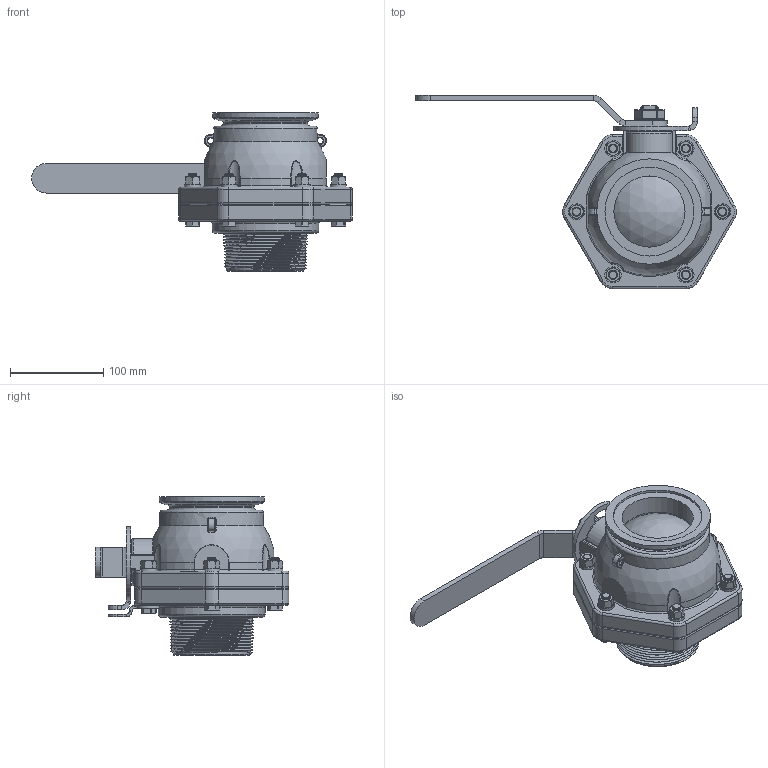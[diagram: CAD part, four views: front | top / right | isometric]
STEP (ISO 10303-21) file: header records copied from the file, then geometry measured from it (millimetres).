
FILE_DESCRIPTION(/* description */ ('3" FP Stubby Manifold Valve'),/* implementation_level */ '2;1');
FILE_NAME(/* name */ 'MVSMT300HSFP.stp',/* time_stamp */ '2016-12-02T15:08:15-05:00',/* author */ ('Aaron'),/* organization */ (''),/* preprocessor_version */ 'ST-DEVELOPER v16.5',/* originating_system */ 'Autodesk Inventor 2017',/* authorisation */ '');
FILE_SCHEMA (('AUTOMOTIVE_DESIGN { 1 0 10303 214 3 1 1 }'));
Products named in the file (20): MVSMT300HSFP; MVS35254; MVS35254X; VSMT35256; VSMT35256X; V20010SS; V20018; V20019; V25163; V25160; VS35258; V35265; V35255ASS; VS30151SS; VS30153SS; VS30101SS; VS30102SS; VS30021; VSS30020; V25060
Assembly tree (35 placements, depth 3):
  MVSMT300HSFP
    MVS35254
      MVS35254X
    VSMT35256
      VSMT35256X
    V20010SS  x6
    V20018  x6
    V20019  x6
    V25163
    V25160
    VS35258  x2
    V35265
    V35255ASS
    VS30151SS
    VS30153SS
    VS30101SS
    VS30102SS
    VS30021
    VSS30020
    V25060
Bounding box: 343.57 x 207.27 x 169.29 mm (x, y, z)
Volume: 1154370 mm3; surface area: 369049 mm2
Topology: 33 solids, 33 shells, 2332 faces, 5432 edges, 3182 vertices
Faces by surface type: cylinder 901, cone 644, plane 390, bspline 259, torus 107, sphere 31
Full cylindrical faces by diameter (mm): 6.35 x2, 10.312 x1, 11.176 x12, 17.78 x1, 25.4 x2, 25.603 x1, 25.806 x1, 31.521 x1, 31.623 x1, 31.75 x2, 34.29 x1, 36.525 x1, 37.084 x1, 71.12 x1, 76.2 x3, 78.74 x2, 81.585 x2, 82.55 x2, 86.665 x2, 90.424 x1, 94.361 x2, 94.386 x2, 95.25 x1, 111.125 x1, 112.776 x1, 114.3 x1, 120.396 x1, 139.7 x1
Entity records: 62734 total; most frequent: CARTESIAN_POINT 34949, ORIENTED_EDGE 5836, DIRECTION 5285, EDGE_CURVE 2918, AXIS2_PLACEMENT_3D 2048, VERTEX_POINT 1855, EDGE_LOOP 1379, FACE_OUTER_BOUND 1202
